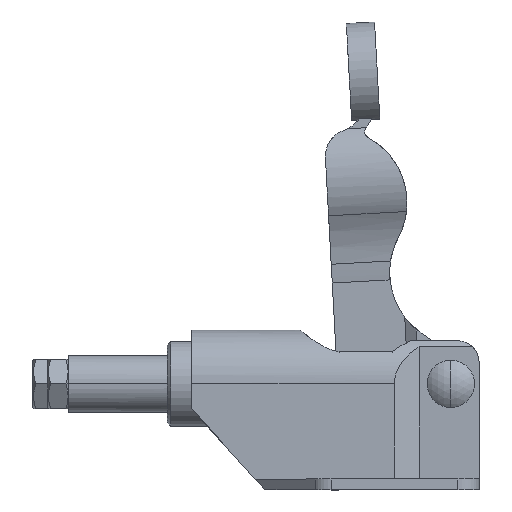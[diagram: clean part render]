
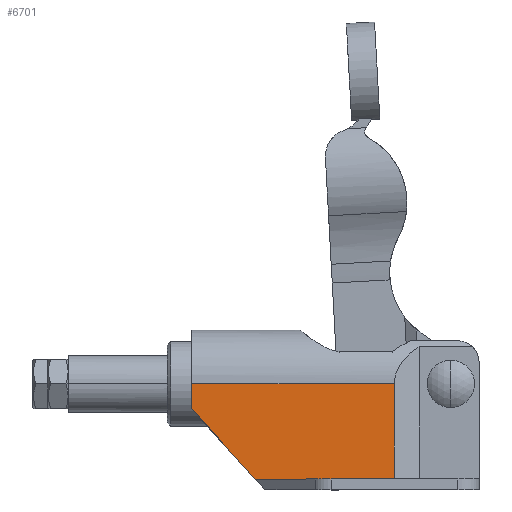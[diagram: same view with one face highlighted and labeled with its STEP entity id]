
A CAD part, top view. The second image highlights one B-rep face of the part: STEP entity #6701.
In plain terms, the highlighted planar face has unit normal (0, 0, 1).
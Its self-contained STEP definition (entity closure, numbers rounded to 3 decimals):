
#115 = LINE ( 'NONE', #5303, #6495 ) ;
#275 = CARTESIAN_POINT ( 'NONE',  ( 30.5, 15., 7.6 ) ) ;
#408 = VERTEX_POINT ( 'NONE', #4107 ) ;
#694 = ORIENTED_EDGE ( 'NONE', *, *, #3854, .T. ) ;
#816 = ORIENTED_EDGE ( 'NONE', *, *, #7719, .F. ) ;
#832 = CARTESIAN_POINT ( 'NONE',  ( 30.5, 1.5, 7.6 ) ) ;
#915 = LINE ( 'NONE', #4496, #5457 ) ;
#987 = DIRECTION ( 'NONE',  ( -1., 0., 0. ) ) ;
#1297 = AXIS2_PLACEMENT_3D ( 'NONE', #4677, #2840, #7170 ) ;
#1301 = EDGE_LOOP ( 'NONE', ( #694, #2230, #4388, #4562, #816 ) ) ;
#1916 = CARTESIAN_POINT ( 'NONE',  ( 1.8, 15., 7.6 ) ) ;
#2130 = VECTOR ( 'NONE', #6232, 1000. ) ;
#2135 = DIRECTION ( 'NONE',  ( -1., 0., 0. ) ) ;
#2230 = ORIENTED_EDGE ( 'NONE', *, *, #7505, .T. ) ;
#2318 = LINE ( 'NONE', #1916, #2130 ) ;
#2440 = EDGE_CURVE ( 'NONE', #408, #5670, #915, .T. ) ;
#2771 = DIRECTION ( 'NONE',  ( 0., -1., 0. ) ) ;
#2799 = CARTESIAN_POINT ( 'NONE',  ( 30.5, 15., 7.6 ) ) ;
#2841 = VECTOR ( 'NONE', #2135, 1000. ) ;
#2840 = DIRECTION ( 'NONE',  ( 0., 0., -1. ) ) ;
#3081 = EDGE_CURVE ( 'NONE', #3702, #408, #6123, .T. ) ;
#3323 = FACE_OUTER_BOUND ( 'NONE', #1301, .T. ) ;
#3325 = CARTESIAN_POINT ( 'NONE',  ( 1.8, 15., 7.6 ) ) ;
#3702 = VERTEX_POINT ( 'NONE', #832 ) ;
#3854 = EDGE_CURVE ( 'NONE', #4743, #7152, #115, .T. ) ;
#3910 = DIRECTION ( 'NONE',  ( -0.671, 0.741, 0. ) ) ;
#4061 = PLANE ( 'NONE',  #1297 ) ;
#4107 = CARTESIAN_POINT ( 'NONE',  ( 10.802, 1.5, 7.6 ) ) ;
#4388 = ORIENTED_EDGE ( 'NONE', *, *, #2440, .F. ) ;
#4496 = CARTESIAN_POINT ( 'NONE',  ( 18.362, -6.851, 7.6 ) ) ;
#4562 = ORIENTED_EDGE ( 'NONE', *, *, #3081, .F. ) ;
#4677 = CARTESIAN_POINT ( 'NONE',  ( 42.5, 15., 7.6 ) ) ;
#4743 = VERTEX_POINT ( 'NONE', #2799 ) ;
#5114 = LINE ( 'NONE', #275, #6551 ) ;
#5303 = CARTESIAN_POINT ( 'NONE',  ( 42.5, 15., 7.6 ) ) ;
#5454 = CARTESIAN_POINT ( 'NONE',  ( 1.8, 11.444, 7.6 ) ) ;
#5457 = VECTOR ( 'NONE', #3910, 1000. ) ;
#5670 = VERTEX_POINT ( 'NONE', #5454 ) ;
#6123 = LINE ( 'NONE', #6340, #2841 ) ;
#6232 = DIRECTION ( 'NONE',  ( 0., -1., 0. ) ) ;
#6340 = CARTESIAN_POINT ( 'NONE',  ( 42.5, 1.5, 7.6 ) ) ;
#6495 = VECTOR ( 'NONE', #987, 1000. ) ;
#6551 = VECTOR ( 'NONE', #2771, 1000. ) ;
#6701 = ADVANCED_FACE ( 'NONE', ( #3323 ), #4061, .F. ) ;
#7152 = VERTEX_POINT ( 'NONE', #3325 ) ;
#7170 = DIRECTION ( 'NONE',  ( 0., 1., 0. ) ) ;
#7505 = EDGE_CURVE ( 'NONE', #7152, #5670, #2318, .T. ) ;
#7719 = EDGE_CURVE ( 'NONE', #4743, #3702, #5114, .T. ) ;
